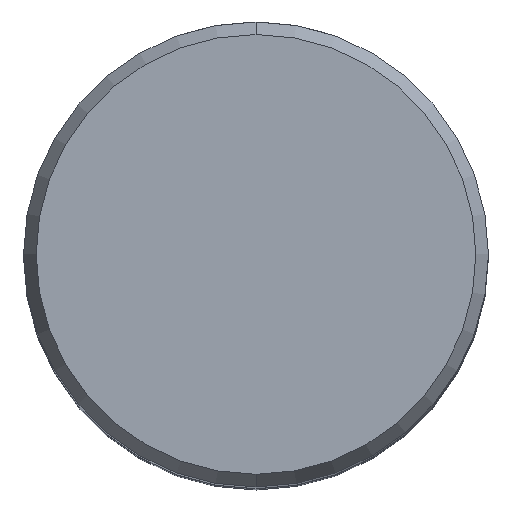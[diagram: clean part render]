
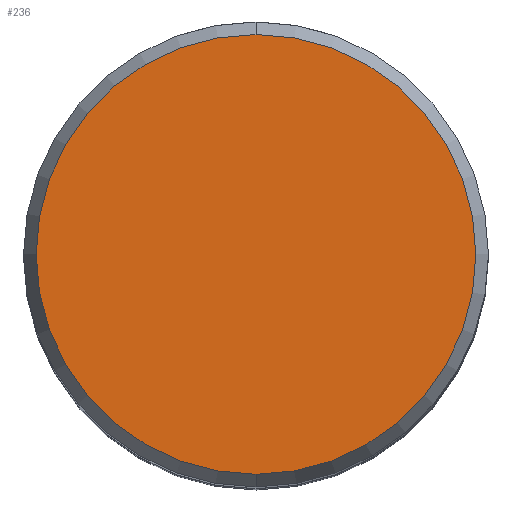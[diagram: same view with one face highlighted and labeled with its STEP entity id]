
A CAD part, top view. The second image highlights one B-rep face of the part: STEP entity #236.
In plain terms, the highlighted planar face has unit normal (0, 0, 1).
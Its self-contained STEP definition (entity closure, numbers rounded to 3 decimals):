
#236=ADVANCED_FACE('',(#570),#571,.T.);
#244=VERTEX_POINT('',#579);
#280=VERTEX_POINT('',#618);
#392=EDGE_CURVE('',#280,#244,#746,.T.);
#468=EDGE_CURVE('',#244,#280,#830,.T.);
#570=FACE_OUTER_BOUND('',#1014,.T.);
#571=PLANE('',#1015);
#579=CARTESIAN_POINT('',(0.0,12.012,0.));
#618=CARTESIAN_POINT('',(0.,-12.012,0.));
#746=CIRCLE('',#1448,12.012);
#830=CIRCLE('',#1582,12.012);
#1014=EDGE_LOOP('',(#1758,#1759));
#1015=AXIS2_PLACEMENT_3D('',#1760,#1761,#1762);
#1448=AXIS2_PLACEMENT_3D('',#1973,#1974,#1975);
#1582=AXIS2_PLACEMENT_3D('',#2058,#2059,#2060);
#1758=ORIENTED_EDGE('',*,*,#468,.F.);
#1759=ORIENTED_EDGE('',*,*,#392,.F.);
#1760=CARTESIAN_POINT('',(0.0,6.006,0.));
#1761=DIRECTION('',(-0.0,0.0,1.0));
#1762=DIRECTION('',(0.0,-1.0,0.0));
#1973=CARTESIAN_POINT('',(0.0,0.0,0.));
#1974=DIRECTION('',(0.0,0.0,-1.0));
#1975=DIRECTION('',(0.0,1.0,0.0));
#2058=CARTESIAN_POINT('',(0.0,0.0,0.));
#2059=DIRECTION('',(0.0,0.0,-1.0));
#2060=DIRECTION('',(0.0,1.0,0.0));
